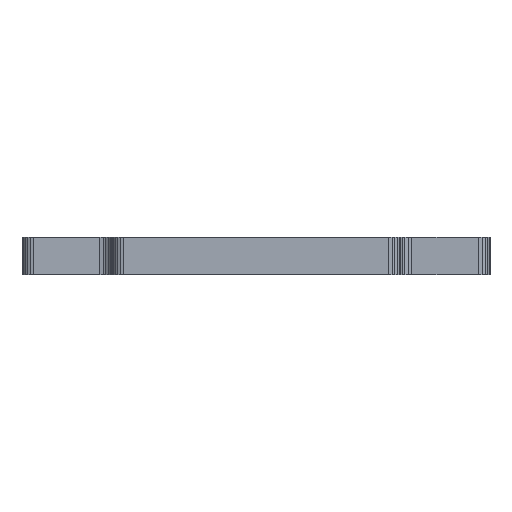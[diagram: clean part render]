
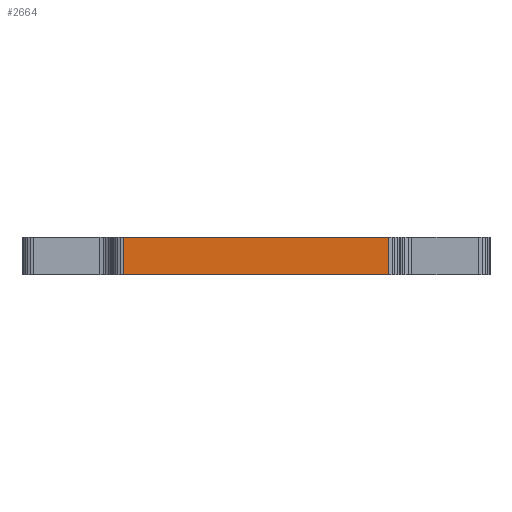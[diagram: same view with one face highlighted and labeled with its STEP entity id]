
A CAD part, front view. The second image highlights one B-rep face of the part: STEP entity #2664.
In plain terms, the highlighted planar face has unit normal (0, -1, 0).
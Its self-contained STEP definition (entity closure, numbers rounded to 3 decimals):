
#294 = VERTEX_POINT('',#295);
#295 = CARTESIAN_POINT('',(123.441,-145.456,0.));
#301 = EDGE_CURVE('',#294,#302,#304,.T.);
#302 = VERTEX_POINT('',#303);
#303 = CARTESIAN_POINT('',(112.212,-145.456,0.));
#304 = LINE('',#305,#306);
#305 = CARTESIAN_POINT('',(123.441,-145.456,0.));
#306 = VECTOR('',#307,1.);
#307 = DIRECTION('',(-1.,0.,0.));
#1184 = VERTEX_POINT('',#1185);
#1185 = CARTESIAN_POINT('',(123.441,-145.456,1.6));
#1191 = EDGE_CURVE('',#1184,#1192,#1194,.T.);
#1192 = VERTEX_POINT('',#1193);
#1193 = CARTESIAN_POINT('',(112.212,-145.456,1.6));
#1194 = LINE('',#1195,#1196);
#1195 = CARTESIAN_POINT('',(123.441,-145.456,1.6));
#1196 = VECTOR('',#1197,1.);
#1197 = DIRECTION('',(-1.,0.,0.));
#2636 = EDGE_CURVE('',#294,#1184,#2637,.T.);
#2637 = LINE('',#2638,#2639);
#2638 = CARTESIAN_POINT('',(123.441,-145.456,0.));
#2639 = VECTOR('',#2640,1.);
#2640 = DIRECTION('',(0.,0.,1.));
#2664 = ADVANCED_FACE('',(#2665),#2676,.T.);
#2665 = FACE_BOUND('',#2666,.T.);
#2666 = EDGE_LOOP('',(#2667,#2668,#2669,#2675));
#2667 = ORIENTED_EDGE('',*,*,#2636,.T.);
#2668 = ORIENTED_EDGE('',*,*,#1191,.T.);
#2669 = ORIENTED_EDGE('',*,*,#2670,.F.);
#2670 = EDGE_CURVE('',#302,#1192,#2671,.T.);
#2671 = LINE('',#2672,#2673);
#2672 = CARTESIAN_POINT('',(112.212,-145.456,0.));
#2673 = VECTOR('',#2674,1.);
#2674 = DIRECTION('',(0.,0.,1.));
#2675 = ORIENTED_EDGE('',*,*,#301,.F.);
#2676 = PLANE('',#2677);
#2677 = AXIS2_PLACEMENT_3D('',#2678,#2679,#2680);
#2678 = CARTESIAN_POINT('',(123.441,-145.456,0.));
#2679 = DIRECTION('',(0.,-1.,0.));
#2680 = DIRECTION('',(-1.,0.,0.));
